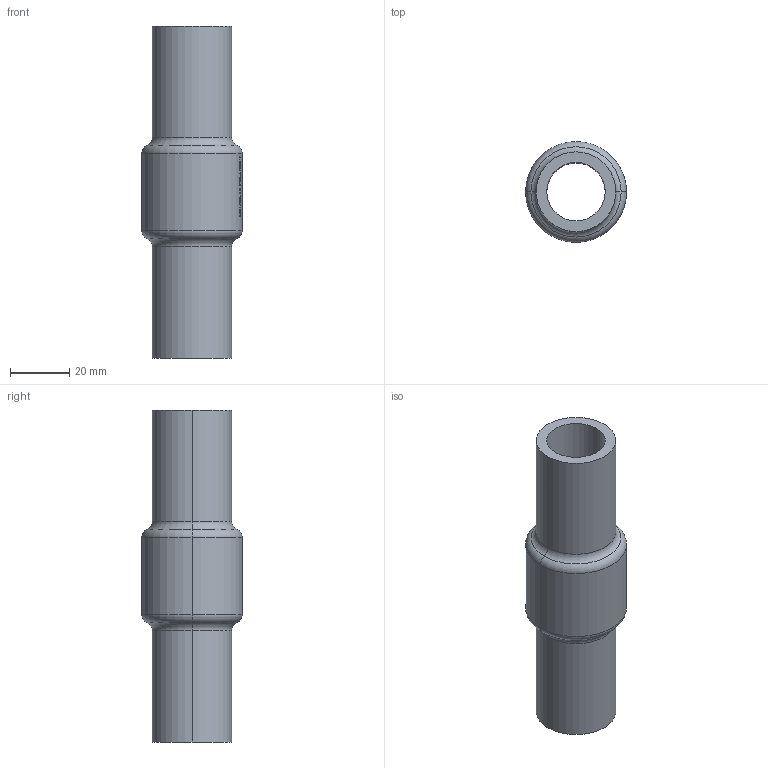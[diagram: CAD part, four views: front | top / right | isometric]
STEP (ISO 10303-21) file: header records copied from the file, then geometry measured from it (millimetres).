
FILE_DESCRIPTION (( 'STEP AP214' ), '1' );
FILE_NAME ('7110000_DN020_ PN40_51420162.STEP', '2022-02-25T09:14:07', ( 'axxx' ), ( 'Hewlett-Packard Company' ), 'SwSTEP 2.0', 'SolidWorks 2019', '' );
FILE_SCHEMA (( 'AUTOMOTIVE_DESIGN' ));
Length unit declared in the file: millimetre
Products named in the file (1): 7110000_DN020_ PN40_51420162
Bounding box: 34 x 34 x 112 mm (x, y, z)
Volume: 40085 mm3; surface area: 18734.6 mm2
Topology: 1 solids, 1 shells, 492 faces, 1269 edges, 842 vertices
Faces by surface type: plane 246, bspline 209, cylinder 29, torus 8
Entity records: 26473 total; most frequent: CARTESIAN_POINT 15907, ORIENTED_EDGE 2538, DIRECTION 1467, EDGE_CURVE 1269, VERTEX_POINT 842, VECTOR 713, LINE 713, EDGE_LOOP 557
